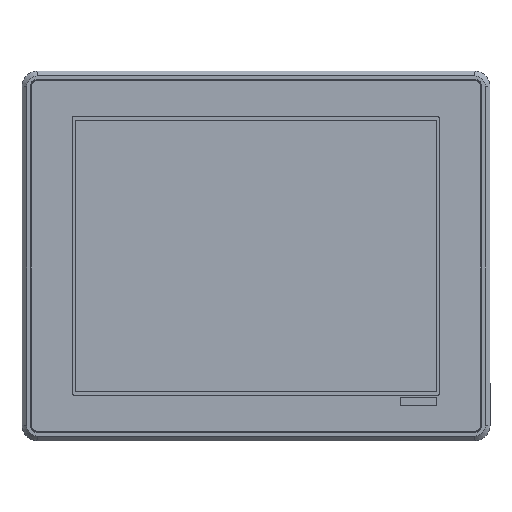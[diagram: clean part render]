
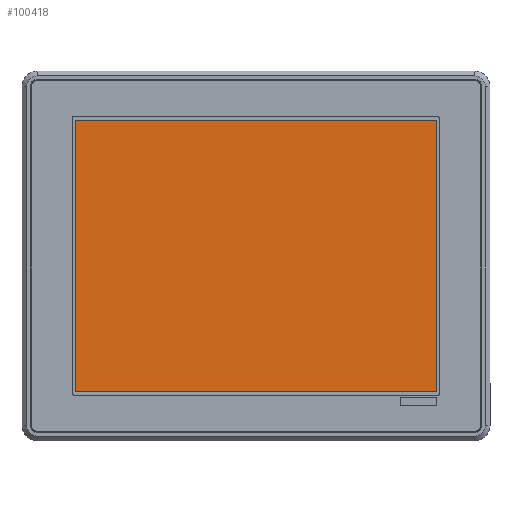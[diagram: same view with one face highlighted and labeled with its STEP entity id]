
A CAD part, top view. The second image highlights one B-rep face of the part: STEP entity #100418.
In plain terms, the highlighted planar face has unit normal (0, 0, 1).
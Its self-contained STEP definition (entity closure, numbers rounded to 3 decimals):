
#100180=CARTESIAN_POINT('',(153.,117.5,2.985));
#100181=VERTEX_POINT('',#100180);
#100188=CARTESIAN_POINT('',(155.,115.5,2.985));
#100189=VERTEX_POINT('',#100188);
#100190=CARTESIAN_POINT('',(153.,115.5,2.985));
#100191=DIRECTION('',(0.0,0.0,-1.0));
#100192=DIRECTION('',(0.707,0.707,0.0));
#100193=AXIS2_PLACEMENT_3D('',#100190,#100191,#100192);
#100194=CIRCLE('',#100193,2.0);
#100195=EDGE_CURVE('',#100181,#100189,#100194,.T.);
#100219=CARTESIAN_POINT('',(-155.,117.5,2.985));
#100220=VERTEX_POINT('',#100219);
#100227=CARTESIAN_POINT('',(-155.,117.5,2.985));
#100228=DIRECTION('',(1.0,0.0,0.0));
#100229=VECTOR('',#100228,308.);
#100230=LINE('',#100227,#100229);
#100231=EDGE_CURVE('',#100220,#100181,#100230,.T.);
#100250=CARTESIAN_POINT('',(-155.,-115.5,2.985));
#100251=VERTEX_POINT('',#100250);
#100258=CARTESIAN_POINT('',(-155.,-115.5,2.985));
#100259=DIRECTION('',(0.0,1.0,0.0));
#100260=VECTOR('',#100259,233.0);
#100261=LINE('',#100258,#100260);
#100262=EDGE_CURVE('',#100251,#100220,#100261,.T.);
#100282=CARTESIAN_POINT('',(-153.,-117.5,2.985));
#100283=VERTEX_POINT('',#100282);
#100290=CARTESIAN_POINT('',(-153.,-115.5,2.985));
#100291=DIRECTION('',(0.0,0.0,-1.0));
#100292=DIRECTION('',(-0.707,-0.707,0.0));
#100293=AXIS2_PLACEMENT_3D('',#100290,#100291,#100292);
#100294=CIRCLE('',#100293,2.0);
#100295=EDGE_CURVE('',#100283,#100251,#100294,.T.);
#100332=CARTESIAN_POINT('',(155.,-115.5,2.985));
#100333=VERTEX_POINT('',#100332);
#100334=CARTESIAN_POINT('',(155.,115.5,2.985));
#100335=DIRECTION('',(0.0,-1.0,0.0));
#100336=VECTOR('',#100335,231.0);
#100337=LINE('',#100334,#100336);
#100338=EDGE_CURVE('',#100189,#100333,#100337,.T.);
#100364=CARTESIAN_POINT('',(153.,-117.5,2.985));
#100365=VERTEX_POINT('',#100364);
#100366=CARTESIAN_POINT('',(153.,-115.5,2.985));
#100367=DIRECTION('',(0.0,0.0,-1.0));
#100368=DIRECTION('',(0.707,-0.707,0.0));
#100369=AXIS2_PLACEMENT_3D('',#100366,#100367,#100368);
#100370=CIRCLE('',#100369,2.0);
#100371=EDGE_CURVE('',#100333,#100365,#100370,.T.);
#100394=CARTESIAN_POINT('',(153.,-117.5,2.985));
#100395=DIRECTION('',(-1.0,0.0,0.0));
#100396=VECTOR('',#100395,306.);
#100397=LINE('',#100394,#100396);
#100398=EDGE_CURVE('',#100365,#100283,#100397,.T.);
#100404=CARTESIAN_POINT('',(0.0,0.,2.985));
#100405=DIRECTION('',(0.0,0.0,1.0));
#100406=DIRECTION('',(-1.0,0.0,0.0));
#100407=AXIS2_PLACEMENT_3D('',#100404,#100405,#100406);
#100408=PLANE('',#100407);
#100409=ORIENTED_EDGE('',*,*,#100195,.F.);
#100410=ORIENTED_EDGE('',*,*,#100231,.F.);
#100411=ORIENTED_EDGE('',*,*,#100262,.F.);
#100412=ORIENTED_EDGE('',*,*,#100295,.F.);
#100413=ORIENTED_EDGE('',*,*,#100398,.F.);
#100414=ORIENTED_EDGE('',*,*,#100371,.F.);
#100415=ORIENTED_EDGE('',*,*,#100338,.F.);
#100416=EDGE_LOOP('',(#100409,#100410,#100411,#100412,#100413,#100414,#100415));
#100417=FACE_OUTER_BOUND('',#100416,.T.);
#100418=ADVANCED_FACE('',(#100417),#100408,.T.);
